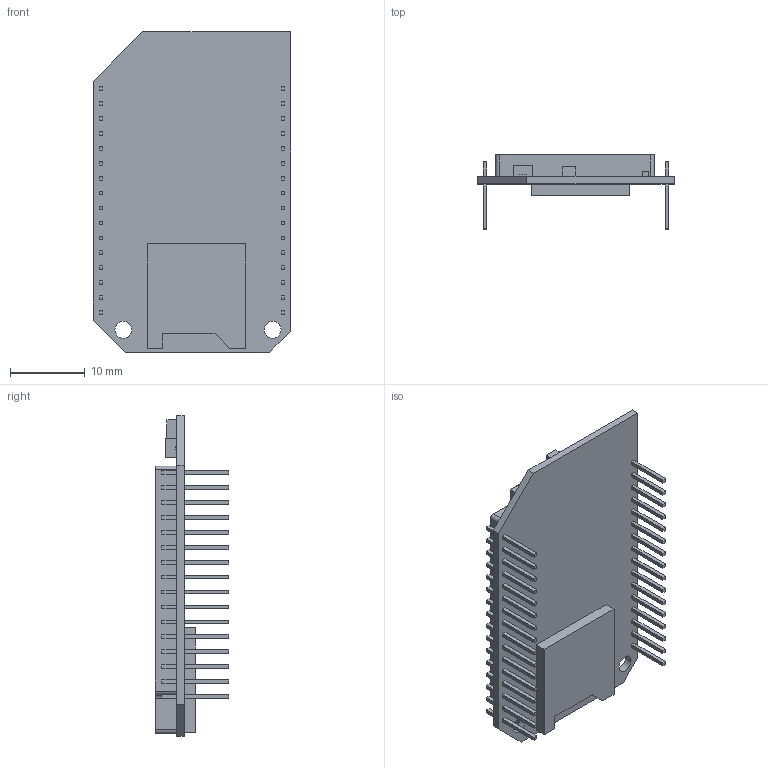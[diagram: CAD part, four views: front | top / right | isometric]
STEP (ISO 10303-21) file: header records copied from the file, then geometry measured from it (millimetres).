
FILE_DESCRIPTION(/* description */ (''),/* implementation_level */ '2;1');
FILE_NAME(/* name */ 'ONION_OMEGA 2.stp',/* time_stamp */ '2017-11-01T07:34:22-05:00',/* author */ ('acad5'),/* organization */ (''),/* preprocessor_version */ 'ST-DEVELOPER v16.13',/* originating_system */ 'Autodesk Inventor 2018',/* authorisation */ '');
FILE_SCHEMA (('AUTOMOTIVE_DESIGN { 1 0 10303 214 3 1 1 }'));
Length unit declared in the file: millimetre
Products named in the file (1): ONION_OMEGA
Bounding box: 26.4 x 9.9 x 42.9 mm (x, y, z)
Volume: 3395.5 mm3; surface area: 3635.7 mm2
Topology: 1 solids, 1 shells, 388 faces, 934 edges, 622 vertices
Faces by surface type: plane 371, cylinder 15, torus 2
Full cylindrical faces by diameter (mm): 0.608 x1, 1 x1, 2 x1, 2.237 x1, 2.25 x2, 2.52 x1
Entity records: 11427 total; most frequent: CARTESIAN_POINT 1936, ORIENTED_EDGE 1850, DIRECTION 1735, EDGE_CURVE 925, LINE 893, VECTOR 893, VERTEX_POINT 622, EDGE_LOOP 475
